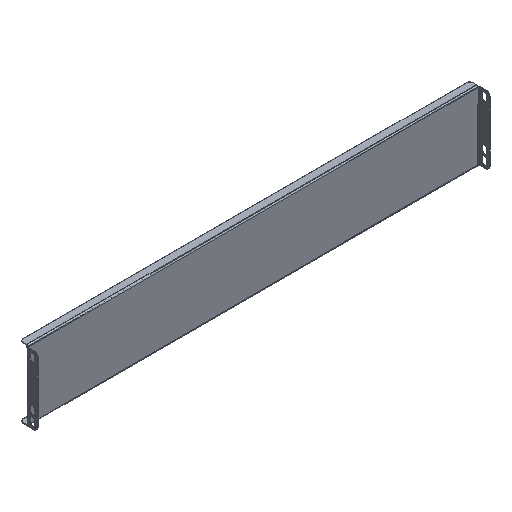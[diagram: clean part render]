
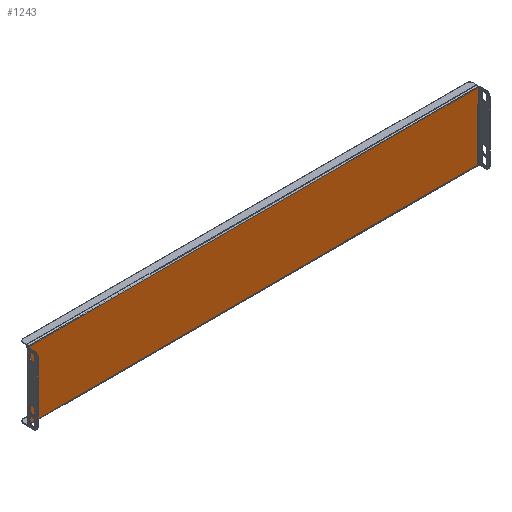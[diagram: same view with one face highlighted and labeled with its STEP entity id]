
A CAD part, isometric view. The second image highlights one B-rep face of the part: STEP entity #1243.
In plain terms, the highlighted planar face has unit normal (0, -1, 0).
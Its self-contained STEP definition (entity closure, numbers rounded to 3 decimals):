
#14 = LINE ( 'NONE', #146, #1656 ) ;
#146 = CARTESIAN_POINT ( 'NONE',  ( 319.8, -1.2, 47.8 ) ) ;
#294 = DIRECTION ( 'NONE',  ( 0., 0., 1. ) ) ;
#302 = EDGE_LOOP ( 'NONE', ( #997, #2101, #1832, #2162 ) ) ;
#328 = EDGE_CURVE ( 'NONE', #1764, #1895, #386, .T. ) ;
#382 = EDGE_CURVE ( 'NONE', #2199, #1291, #14, .T. ) ;
#386 = LINE ( 'NONE', #828, #684 ) ;
#395 = DIRECTION ( 'NONE',  ( 0., 0., 1. ) ) ;
#451 = CARTESIAN_POINT ( 'NONE',  ( -319.8, -1.2, -48. ) ) ;
#567 = DIRECTION ( 'NONE',  ( 0., 1., 0. ) ) ;
#684 = VECTOR ( 'NONE', #2050, 1000. ) ;
#726 = AXIS2_PLACEMENT_3D ( 'NONE', #1479, #567, #395 ) ;
#812 = CARTESIAN_POINT ( 'NONE',  ( 319.8, -1.2, -47.8 ) ) ;
#828 = CARTESIAN_POINT ( 'NONE',  ( -319.8, -1.2, -47.8 ) ) ;
#932 = LINE ( 'NONE', #451, #2087 ) ;
#938 = LINE ( 'NONE', #1831, #1537 ) ;
#997 = ORIENTED_EDGE ( 'NONE', *, *, #328, .T. ) ;
#1015 = DIRECTION ( 'NONE',  ( -1., 0., 0. ) ) ;
#1232 = EDGE_CURVE ( 'NONE', #2199, #1895, #938, .T. ) ;
#1235 = CARTESIAN_POINT ( 'NONE',  ( 319.8, -1.2, 47.8 ) ) ;
#1243 = ADVANCED_FACE ( 'NONE', ( #1305 ), #2012, .F. ) ;
#1291 = VERTEX_POINT ( 'NONE', #1297 ) ;
#1297 = CARTESIAN_POINT ( 'NONE',  ( -319.8, -1.2, 47.8 ) ) ;
#1305 = FACE_OUTER_BOUND ( 'NONE', #302, .T. ) ;
#1479 = CARTESIAN_POINT ( 'NONE',  ( 0., -1.2, 0. ) ) ;
#1537 = VECTOR ( 'NONE', #1817, 1000. ) ;
#1656 = VECTOR ( 'NONE', #1015, 1000. ) ;
#1764 = VERTEX_POINT ( 'NONE', #1798 ) ;
#1798 = CARTESIAN_POINT ( 'NONE',  ( -319.8, -1.2, -47.8 ) ) ;
#1817 = DIRECTION ( 'NONE',  ( 0., 0., -1. ) ) ;
#1831 = CARTESIAN_POINT ( 'NONE',  ( 319.8, -1.2, 48. ) ) ;
#1832 = ORIENTED_EDGE ( 'NONE', *, *, #382, .T. ) ;
#1895 = VERTEX_POINT ( 'NONE', #812 ) ;
#1952 = EDGE_CURVE ( 'NONE', #1764, #1291, #932, .T. ) ;
#2012 = PLANE ( 'NONE',  #726 ) ;
#2050 = DIRECTION ( 'NONE',  ( 1., 0., 0. ) ) ;
#2087 = VECTOR ( 'NONE', #294, 1000. ) ;
#2101 = ORIENTED_EDGE ( 'NONE', *, *, #1232, .F. ) ;
#2162 = ORIENTED_EDGE ( 'NONE', *, *, #1952, .F. ) ;
#2199 = VERTEX_POINT ( 'NONE', #1235 ) ;
